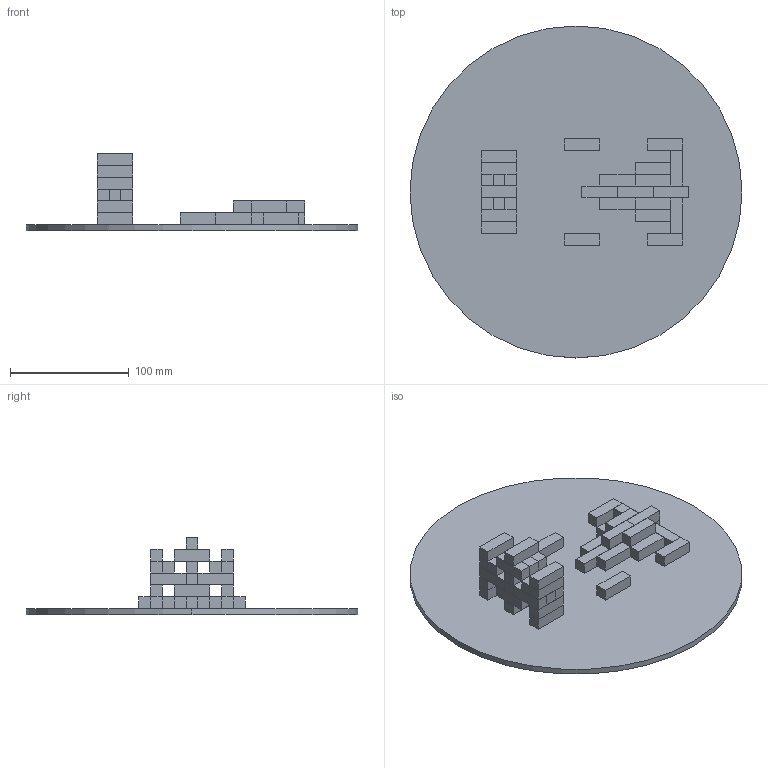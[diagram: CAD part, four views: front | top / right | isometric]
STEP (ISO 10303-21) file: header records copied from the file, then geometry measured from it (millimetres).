
FILE_DESCRIPTION (( 'STEP AP203' ), '1' );
FILE_NAME ('Monster&ship.STEP', '2015-06-29T15:02:00', ( '' ), ( '' ), 'SwSTEP 2.0', 'SolidWorks 2014', '' );
FILE_SCHEMA (( 'CONFIG_CONTROL_DESIGN' ));
Length unit declared in the file: millimetre
Products named in the file (49): Pave; Monster&ship; Plateau
Assembly tree (46 placements, depth 2):
  Pave
  Pave
  Monster&ship
    Plateau
    Pave  x45
  Pave
  Pave
Bounding box: 280 x 280 x 65 mm (x, y, z)
Volume: 442876.1 mm3; surface area: 190548.7 mm2
Topology: 46 solids, 46 shells, 274 faces, 546 edges, 364 vertices
Faces by surface type: plane 272, cylinder 2
Entity records: 5367 total; most frequent: PERSON_AND_ORGANIZATION 438, COORDINATED_UNIVERSAL_TIME_OFFSET 337, CALENDAR_DATE 337, DATE_AND_TIME 337, LOCAL_TIME 337, PERSON_AND_ORGANIZATION_ROLE 291, CC_DESIGN_PERSON_AND_ORGANIZATION_ASSIGNMENT 291, APPROVAL_ROLE 193
